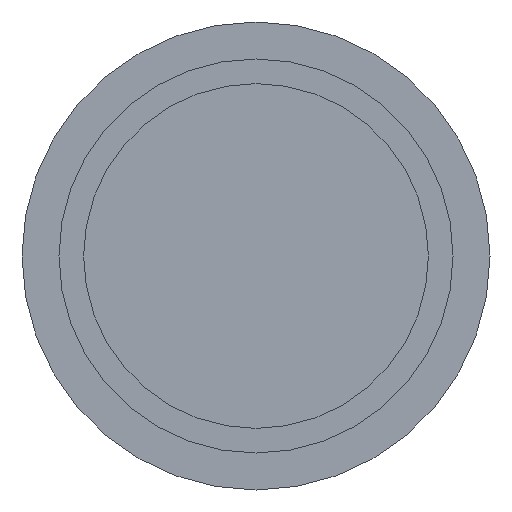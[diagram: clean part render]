
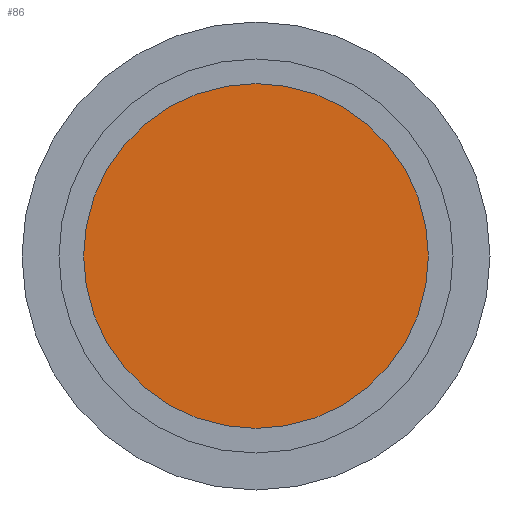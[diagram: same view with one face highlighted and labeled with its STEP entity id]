
A CAD part, front view. The second image highlights one B-rep face of the part: STEP entity #86.
In plain terms, the highlighted planar face has unit normal (0, -1, 0).
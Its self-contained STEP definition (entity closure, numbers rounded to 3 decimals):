
#32=ORIENTED_EDGE('',*,*,#40,.T.);
#40=EDGE_CURVE('',#46,#46,#52,.T.);
#46=VERTEX_POINT('',#160);
#52=CIRCLE('',#112,14.);
#62=EDGE_LOOP('',(#32));
#74=FACE_BOUND('',#62,.T.);
#80=PLANE('',#111);
#86=ADVANCED_FACE('',(#74),#80,.T.);
#111=AXIS2_PLACEMENT_3D('',#158,#136,#137);
#112=AXIS2_PLACEMENT_3D('',#159,#138,#139);
#136=DIRECTION('',(0.,-1.,0.));
#137=DIRECTION('',(0.,0.,-1.));
#138=DIRECTION('',(0.,-1.,0.));
#139=DIRECTION('',(0.,0.,-1.));
#158=CARTESIAN_POINT('',(0.,6.,0.));
#159=CARTESIAN_POINT('',(0.,6.,0.));
#160=CARTESIAN_POINT('',(0.,6.,-14.));
